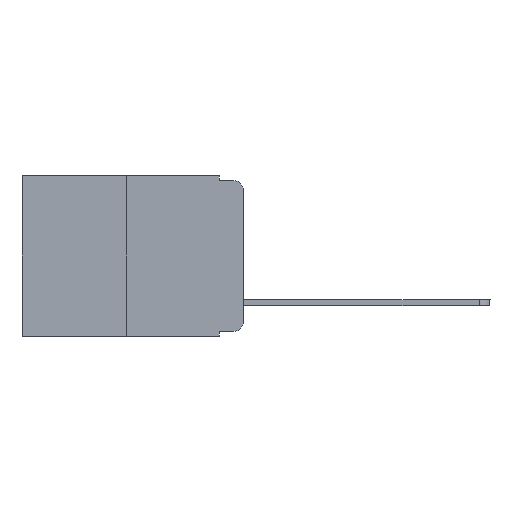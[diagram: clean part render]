
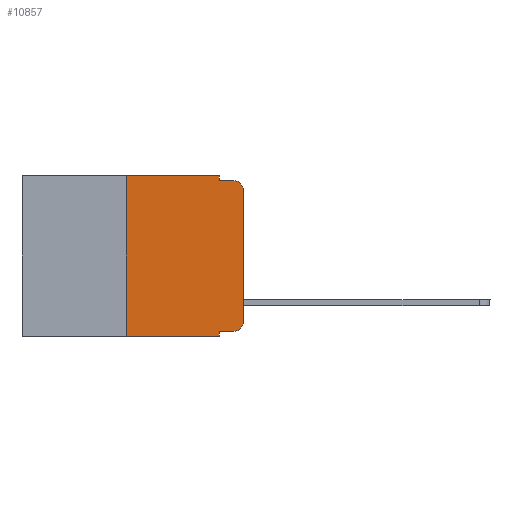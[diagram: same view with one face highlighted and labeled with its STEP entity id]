
A CAD part, left-side view. The second image highlights one B-rep face of the part: STEP entity #10857.
In plain terms, the highlighted planar face has unit normal (-1, 0, 0).
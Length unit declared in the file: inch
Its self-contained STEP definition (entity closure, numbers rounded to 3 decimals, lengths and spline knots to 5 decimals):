
#17 = CARTESIAN_POINT ( 'NONE',  ( 0., 0.473, 0. ) ) ;
#93 = ORIENTED_EDGE ( 'NONE', *, *, #10259, .T. ) ;
#347 = AXIS2_PLACEMENT_3D ( 'NONE', #11245, #15350, #5411 ) ;
#540 = LINE ( 'NONE', #1847, #13080 ) ;
#709 = LINE ( 'NONE', #6476, #971 ) ;
#971 = VECTOR ( 'NONE', #2297, 39.37008 ) ;
#1017 = LINE ( 'NONE', #3709, #13755 ) ;
#1025 = CARTESIAN_POINT ( 'NONE',  ( 0., 0.051, 0. ) ) ;
#1220 = LINE ( 'NONE', #4193, #17282 ) ;
#1229 = DIRECTION ( 'NONE',  ( 1., 0., 0. ) ) ;
#1847 = CARTESIAN_POINT ( 'NONE',  ( 0., 0.25, 0. ) ) ;
#2263 = ORIENTED_EDGE ( 'NONE', *, *, #6098, .T. ) ;
#2297 = DIRECTION ( 'NONE',  ( 0., -1., 0. ) ) ;
#2541 = EDGE_CURVE ( 'NONE', #3664, #17404, #12046, .T. ) ;
#3152 = CARTESIAN_POINT ( 'NONE',  ( 0., 0.051, -0.01 ) ) ;
#3585 = CARTESIAN_POINT ( 'NONE',  ( 0., 0.051, 0. ) ) ;
#3664 = VERTEX_POINT ( 'NONE', #17648 ) ;
#3709 = CARTESIAN_POINT ( 'NONE',  ( 0., 0.051, -0.333 ) ) ;
#3748 = ORIENTED_EDGE ( 'NONE', *, *, #6117, .T. ) ;
#3945 = CARTESIAN_POINT ( 'NONE',  ( 0., 0.02, -0.03 ) ) ;
#4193 = CARTESIAN_POINT ( 'NONE',  ( 0., 0.473, -0.343 ) ) ;
#4288 = DIRECTION ( 'NONE',  ( 0., -1., 0. ) ) ;
#4818 = VERTEX_POINT ( 'NONE', #7143 ) ;
#5034 = AXIS2_PLACEMENT_3D ( 'NONE', #3945, #16399, #16308 ) ;
#5178 = CARTESIAN_POINT ( 'NONE',  ( 0., 0.02, -0.01 ) ) ;
#5411 = DIRECTION ( 'NONE',  ( 0., 0., -1. ) ) ;
#6098 = EDGE_CURVE ( 'NONE', #15219, #4818, #13011, .T. ) ;
#6117 = EDGE_CURVE ( 'NONE', #9808, #17404, #1220, .T. ) ;
#6447 = VERTEX_POINT ( 'NONE', #5178 ) ;
#6476 = CARTESIAN_POINT ( 'NONE',  ( 0., 0.051, -0.01 ) ) ;
#6547 = AXIS2_PLACEMENT_3D ( 'NONE', #17, #1229, #16764 ) ;
#6816 = LINE ( 'NONE', #18149, #14846 ) ;
#6901 = DIRECTION ( 'NONE',  ( 0., -1., 0. ) ) ;
#7082 = PLANE ( 'NONE',  #6547 ) ;
#7143 = CARTESIAN_POINT ( 'NONE',  ( 0., 0., -0.313 ) ) ;
#7804 = LINE ( 'NONE', #1025, #15488 ) ;
#8164 = CARTESIAN_POINT ( 'NONE',  ( 0., 0., -0.03 ) ) ;
#8393 = FACE_OUTER_BOUND ( 'NONE', #9605, .T. ) ;
#8645 = CARTESIAN_POINT ( 'NONE',  ( 0., 0.25, 0. ) ) ;
#9605 = EDGE_LOOP ( 'NONE', ( #9700, #93, #10529, #11168, #14978, #12905, #3748, #12812, #16273, #2263 ) ) ;
#9700 = ORIENTED_EDGE ( 'NONE', *, *, #10591, .T. ) ;
#9808 = VERTEX_POINT ( 'NONE', #16624 ) ;
#10144 = CARTESIAN_POINT ( 'NONE',  ( 0., 0.051, -0.343 ) ) ;
#10161 = LINE ( 'NONE', #13130, #16319 ) ;
#10259 = EDGE_CURVE ( 'NONE', #15525, #6447, #16914, .T. ) ;
#10529 = ORIENTED_EDGE ( 'NONE', *, *, #14633, .F. ) ;
#10591 = EDGE_CURVE ( 'NONE', #4818, #15525, #10161, .T. ) ;
#10651 = VERTEX_POINT ( 'NONE', #10974 ) ;
#10857 = ADVANCED_FACE ( 'NONE', ( #8393 ), #7082, .F. ) ;
#10901 = EDGE_CURVE ( 'NONE', #16789, #10651, #6816, .T. ) ;
#10974 = CARTESIAN_POINT ( 'NONE',  ( 0., 0.051, 0. ) ) ;
#11087 = VECTOR ( 'NONE', #16331, 39.37008 ) ;
#11168 = ORIENTED_EDGE ( 'NONE', *, *, #12425, .F. ) ;
#11245 = CARTESIAN_POINT ( 'NONE',  ( 0., 0.02, -0.313 ) ) ;
#11326 = EDGE_CURVE ( 'NONE', #9808, #16789, #540, .T. ) ;
#12046 = LINE ( 'NONE', #3585, #11087 ) ;
#12346 = DIRECTION ( 'NONE',  ( 0., 0., -1. ) ) ;
#12425 = EDGE_CURVE ( 'NONE', #10651, #15682, #7804, .T. ) ;
#12431 = DIRECTION ( 'NONE',  ( 0., -1., 0. ) ) ;
#12812 = ORIENTED_EDGE ( 'NONE', *, *, #2541, .F. ) ;
#12905 = ORIENTED_EDGE ( 'NONE', *, *, #11326, .F. ) ;
#13011 = CIRCLE ( 'NONE', #347, 0.02 ) ;
#13080 = VECTOR ( 'NONE', #14557, 39.37008 ) ;
#13130 = CARTESIAN_POINT ( 'NONE',  ( 0., 0., 0. ) ) ;
#13755 = VECTOR ( 'NONE', #12431, 39.37008 ) ;
#14557 = DIRECTION ( 'NONE',  ( 0., 0., 1. ) ) ;
#14633 = EDGE_CURVE ( 'NONE', #15682, #6447, #709, .T. ) ;
#14846 = VECTOR ( 'NONE', #6901, 39.37008 ) ;
#14978 = ORIENTED_EDGE ( 'NONE', *, *, #10901, .F. ) ;
#15219 = VERTEX_POINT ( 'NONE', #17305 ) ;
#15328 = EDGE_CURVE ( 'NONE', #3664, #15219, #1017, .T. ) ;
#15350 = DIRECTION ( 'NONE',  ( -1., 0., 0. ) ) ;
#15488 = VECTOR ( 'NONE', #12346, 39.37008 ) ;
#15525 = VERTEX_POINT ( 'NONE', #8164 ) ;
#15682 = VERTEX_POINT ( 'NONE', #3152 ) ;
#16273 = ORIENTED_EDGE ( 'NONE', *, *, #15328, .T. ) ;
#16308 = DIRECTION ( 'NONE',  ( 0., 0., -1. ) ) ;
#16319 = VECTOR ( 'NONE', #17415, 39.37008 ) ;
#16331 = DIRECTION ( 'NONE',  ( 0., 0., -1. ) ) ;
#16399 = DIRECTION ( 'NONE',  ( -1., 0., 0. ) ) ;
#16624 = CARTESIAN_POINT ( 'NONE',  ( 0., 0.25, -0.343 ) ) ;
#16764 = DIRECTION ( 'NONE',  ( 0., 0., -1. ) ) ;
#16789 = VERTEX_POINT ( 'NONE', #8645 ) ;
#16914 = CIRCLE ( 'NONE', #5034, 0.02 ) ;
#17282 = VECTOR ( 'NONE', #4288, 39.37008 ) ;
#17305 = CARTESIAN_POINT ( 'NONE',  ( 0., 0.02, -0.333 ) ) ;
#17404 = VERTEX_POINT ( 'NONE', #10144 ) ;
#17415 = DIRECTION ( 'NONE',  ( 0., 0., 1. ) ) ;
#17648 = CARTESIAN_POINT ( 'NONE',  ( 0., 0.051, -0.333 ) ) ;
#18149 = CARTESIAN_POINT ( 'NONE',  ( 0., 0.473, 0. ) ) ;
